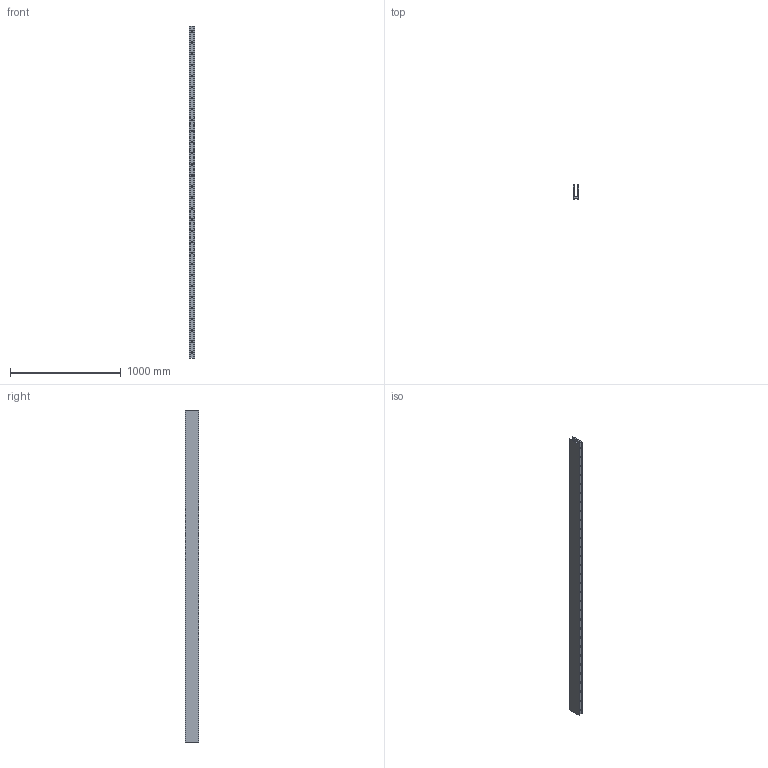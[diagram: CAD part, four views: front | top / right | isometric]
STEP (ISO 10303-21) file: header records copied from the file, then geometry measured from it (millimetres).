
FILE_DESCRIPTION (( 'STEP AP203' ), '1' );
FILE_NAME ('80200-ALU-3M.STEP', '2018-11-19T10:55:45', ( '' ), ( '' ), 'SwSTEP 2.0', 'SolidWorks 2015', '' );
FILE_SCHEMA (( 'CONFIG_CONTROL_DESIGN' ));
Length unit declared in the file: millimetre
Products named in the file (1): 80200-ALU-3M
Bounding box: 47 x 125 x 3000 mm (x, y, z)
Volume: 8283323.3 mm3; surface area: 1689272.8 mm2
Topology: 1 solids, 1 shells, 494 faces, 1299 edges, 806 vertices
Faces by surface type: plane 184, cylinder 131, bspline 119, cone 60
Entity records: 22840 total; most frequent: CARTESIAN_POINT 11211, ORIENTED_EDGE 2598, DIRECTION 2075, EDGE_CURVE 1299, VERTEX_POINT 806, AXIS2_PLACEMENT_3D 698, VECTOR 679, LINE 679
